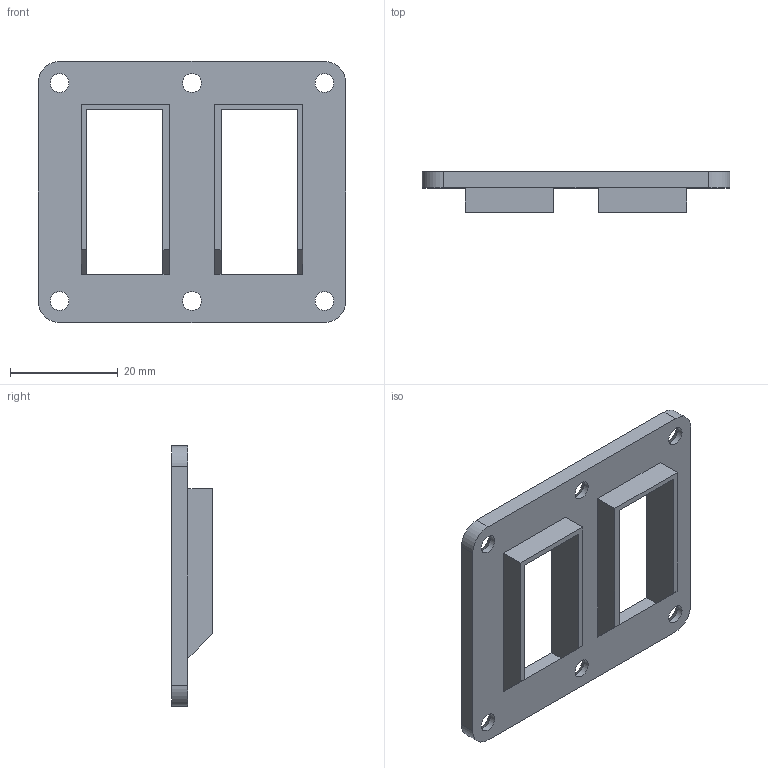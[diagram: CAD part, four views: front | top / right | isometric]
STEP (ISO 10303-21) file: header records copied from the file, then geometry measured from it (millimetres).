
FILE_DESCRIPTION(/* description */ (''),/* implementation_level */ '2;1');
FILE_NAME(/* name */ 'DisplayHolder.step',/* time_stamp */ '2020-12-22T11:53:16+01:00',/* author */ (''),/* organization */ (''),/* preprocessor_version */ 'ST-DEVELOPER v18.1',/* originating_system */ 'Autodesk Translation Framework v9.7.1.1290',/* authorisation */ '');
FILE_SCHEMA (('AUTOMOTIVE_DESIGN { 1 0 10303 214 3 1 1 }'));
Length unit declared in the file: millimetre
Products named in the file (2): Display Holder; Component1
Assembly tree (1 placements, depth 2):
  Display Holder
    Component1
Bounding box: 57.2 x 7.5 x 48.5 mm (x, y, z)
Volume: 6031.7 mm3; surface area: 6242.8 mm2
Topology: 1 solids, 1 shells, 50 faces, 126 edges, 78 vertices
Faces by surface type: plane 34, cylinder 10, cone 6
Full cylindrical faces by diameter (mm): 3.5 x6
Entity records: 1557 total; most frequent: DIRECTION 258, CARTESIAN_POINT 257, ORIENTED_EDGE 252, EDGE_CURVE 126, LINE 100, VECTOR 100, AXIS2_PLACEMENT_3D 79, VERTEX_POINT 78
